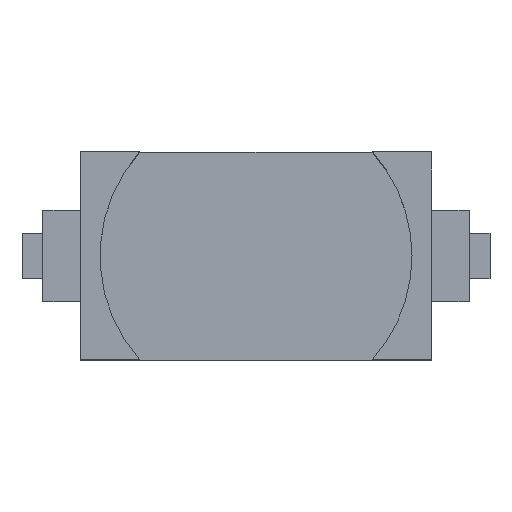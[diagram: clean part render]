
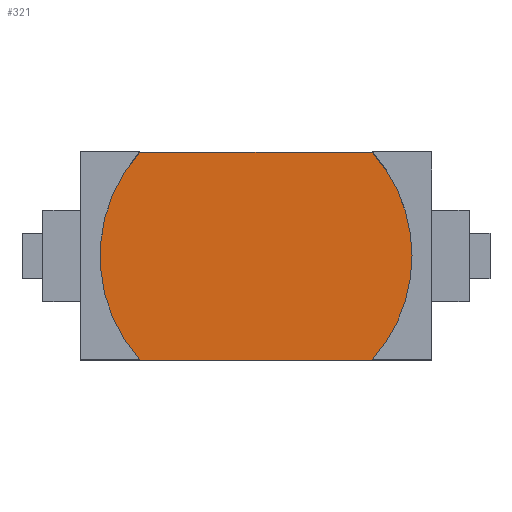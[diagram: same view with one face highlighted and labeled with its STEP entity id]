
A CAD part, top view. The second image highlights one B-rep face of the part: STEP entity #321.
In plain terms, the highlighted planar face has unit normal (0, 0, 1).
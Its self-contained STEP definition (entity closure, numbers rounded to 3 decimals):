
#121 = VERTEX_POINT('',#122);
#122 = CARTESIAN_POINT('',(4.556,0.,2.5));
#128 = EDGE_CURVE('',#121,#129,#131,.T.);
#129 = VERTEX_POINT('',#130);
#130 = CARTESIAN_POINT('',(22.444,0.,2.5));
#131 = LINE('',#132,#133);
#132 = CARTESIAN_POINT('',(6.75,0.,2.5));
#133 = VECTOR('',#134,1.);
#134 = DIRECTION('',(1.,0.,0.));
#202 = VERTEX_POINT('',#203);
#203 = CARTESIAN_POINT('',(4.556,16.,2.5));
#209 = EDGE_CURVE('',#202,#210,#212,.T.);
#210 = VERTEX_POINT('',#211);
#211 = CARTESIAN_POINT('',(22.444,16.,2.5));
#212 = LINE('',#213,#214);
#213 = CARTESIAN_POINT('',(6.75,16.,2.5));
#214 = VECTOR('',#215,1.);
#215 = DIRECTION('',(1.,0.,0.));
#301 = VERTEX_POINT('',#302);
#302 = CARTESIAN_POINT('',(25.5,8.,2.5));
#308 = EDGE_CURVE('',#129,#301,#309,.T.);
#309 = CIRCLE('',#310,12.);
#310 = AXIS2_PLACEMENT_3D('',#311,#312,#313);
#311 = CARTESIAN_POINT('',(13.5,8.,2.5));
#312 = DIRECTION('',(0.,0.,1.));
#313 = DIRECTION('',(1.,0.,0.));
#321 = ADVANCED_FACE('',(#322),#341,.T.);
#322 = FACE_BOUND('',#323,.T.);
#323 = EDGE_LOOP('',(#324,#325,#332,#333,#340));
#324 = ORIENTED_EDGE('',*,*,#308,.T.);
#325 = ORIENTED_EDGE('',*,*,#326,.T.);
#326 = EDGE_CURVE('',#301,#210,#327,.T.);
#327 = CIRCLE('',#328,12.);
#328 = AXIS2_PLACEMENT_3D('',#329,#330,#331);
#329 = CARTESIAN_POINT('',(13.5,8.,2.5));
#330 = DIRECTION('',(0.,0.,1.));
#331 = DIRECTION('',(1.,0.,0.));
#332 = ORIENTED_EDGE('',*,*,#209,.F.);
#333 = ORIENTED_EDGE('',*,*,#334,.T.);
#334 = EDGE_CURVE('',#202,#121,#335,.T.);
#335 = CIRCLE('',#336,12.);
#336 = AXIS2_PLACEMENT_3D('',#337,#338,#339);
#337 = CARTESIAN_POINT('',(13.5,8.,2.5));
#338 = DIRECTION('',(0.,0.,1.));
#339 = DIRECTION('',(1.,0.,0.));
#340 = ORIENTED_EDGE('',*,*,#128,.T.);
#341 = PLANE('',#342);
#342 = AXIS2_PLACEMENT_3D('',#343,#344,#345);
#343 = CARTESIAN_POINT('',(13.5,8.,2.5));
#344 = DIRECTION('',(0.,0.,1.));
#345 = DIRECTION('',(1.,0.,0.));
